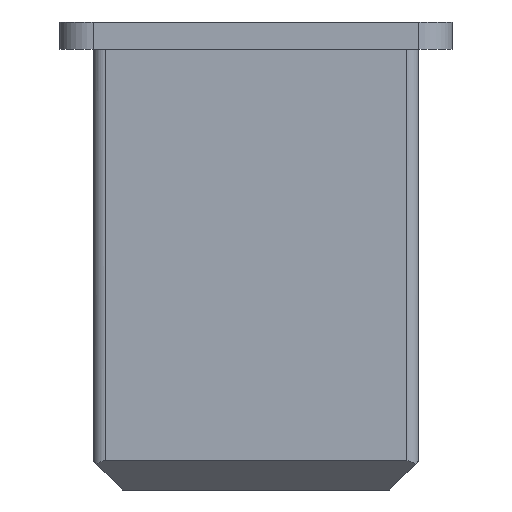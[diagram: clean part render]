
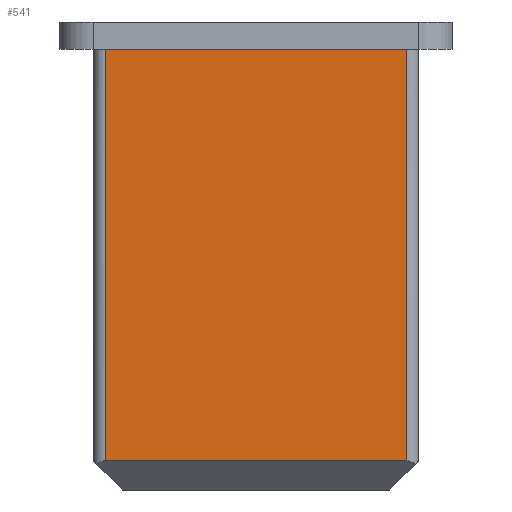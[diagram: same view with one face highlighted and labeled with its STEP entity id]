
A CAD part, left-side view. The second image highlights one B-rep face of the part: STEP entity #541.
In plain terms, the highlighted planar face has unit normal (-1, 0, 0).
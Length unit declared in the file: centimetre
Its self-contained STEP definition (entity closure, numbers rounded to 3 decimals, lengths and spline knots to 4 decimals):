
#46=PLANE('',#584);
#78=VECTOR('',#632,1.);
#85=VECTOR('',#644,1.);
#94=VECTOR('',#669,1.);
#100=VECTOR('',#687,1.);
#118=LINE('',#784,#78);
#125=LINE('',#800,#85);
#134=LINE('',#828,#94);
#140=LINE('',#846,#100);
#157=VERTEX_POINT('',#776);
#161=VERTEX_POINT('',#783);
#167=VERTEX_POINT('',#801);
#177=VERTEX_POINT('',#829);
#221=EDGE_CURVE('',#161,#157,#118,.T.);
#229=EDGE_CURVE('',#157,#167,#125,.T.);
#243=EDGE_CURVE('',#167,#177,#134,.T.);
#252=EDGE_CURVE('',#177,#161,#140,.T.);
#349=ORIENTED_EDGE('',*,*,#221,.F.);
#350=ORIENTED_EDGE('',*,*,#252,.F.);
#351=ORIENTED_EDGE('',*,*,#243,.F.);
#352=ORIENTED_EDGE('',*,*,#229,.F.);
#445=EDGE_LOOP('',(#349,#350,#351,#352));
#493=FACE_BOUND('',#445,.T.);
#541=ADVANCED_FACE('',(#493),#46,.T.);
#584=AXIS2_PLACEMENT_3D('',#845,#686,$);
#632=DIRECTION('',(0.,0.,-1.));
#644=DIRECTION('',(0.,1.,0.));
#669=DIRECTION('',(0.,0.,1.));
#686=DIRECTION('',(-1.,0.,0.));
#687=DIRECTION('',(0.,-1.,0.));
#776=CARTESIAN_POINT('',(-2.8,-1.11,-3.035));
#783=CARTESIAN_POINT('',(-2.8,-1.11,0.));
#784=CARTESIAN_POINT('',(-2.8,-1.11,0.));
#800=CARTESIAN_POINT('',(-2.8,0.,-3.035));
#801=CARTESIAN_POINT('',(-2.8,1.11,-3.035));
#828=CARTESIAN_POINT('',(-2.8,1.11,0.));
#829=CARTESIAN_POINT('',(-2.8,1.11,0.));
#845=CARTESIAN_POINT('',(-2.8,0.,0.));
#846=CARTESIAN_POINT('',(-2.8,0.,0.));
